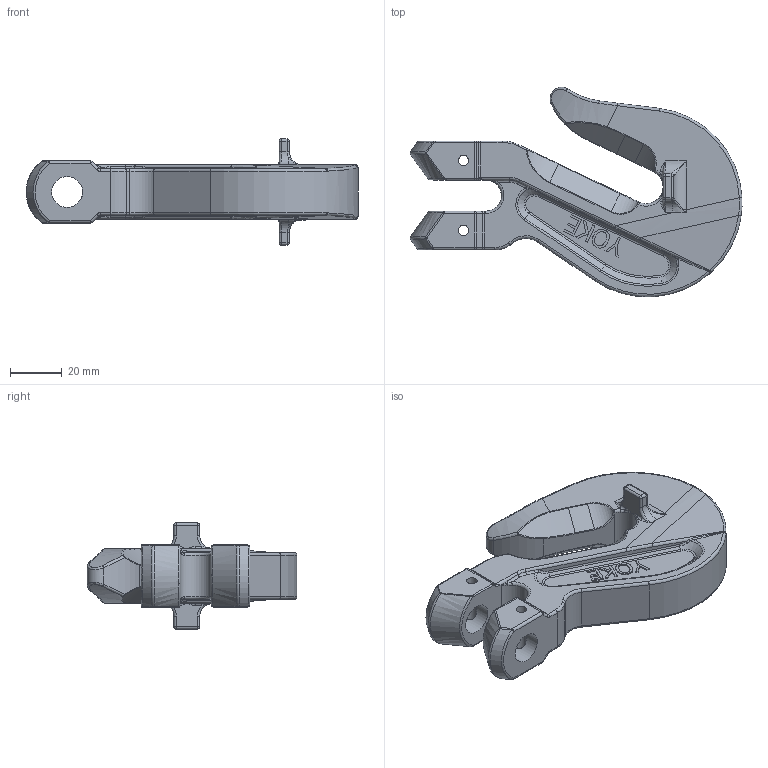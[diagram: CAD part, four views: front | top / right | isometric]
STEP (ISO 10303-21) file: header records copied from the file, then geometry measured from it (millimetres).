
FILE_DESCRIPTION(/* description */ (''),/* implementation_level */ '2;1');
FILE_NAME(/* name */ '8-042-10.stp',/* time_stamp */ '2019-03-09T02:56:21+08:00',/* author */ ('GP63'),/* organization */ (''),/* preprocessor_version */ 'ST-DEVELOPER v16.5',/* originating_system */ 'Autodesk Inventor 2017',/* authorisation */ '');
FILE_SCHEMA (('AUTOMOTIVE_DESIGN { 1 0 10303 214 3 1 1 }'));
Length unit declared in the file: millimetre
Products named in the file (1): 8-042-10
Bounding box: 128.13 x 80.87 x 41 mm (x, y, z)
Volume: 103540.9 mm3; surface area: 22912 mm2
Topology: 1 solids, 1 shells, 617 faces, 1522 edges, 912 vertices
Faces by surface type: bspline 258, plane 169, cylinder 120, torus 42, sphere 22, cone 6
Full cylindrical faces by diameter (mm): 4 x2, 12 x2
Entity records: 22826 total; most frequent: CARTESIAN_POINT 9672, ORIENTED_EDGE 2992, DIRECTION 2233, EDGE_CURVE 1496, VERTEX_POINT 912, AXIS2_PLACEMENT_3D 774, LINE 685, VECTOR 685
